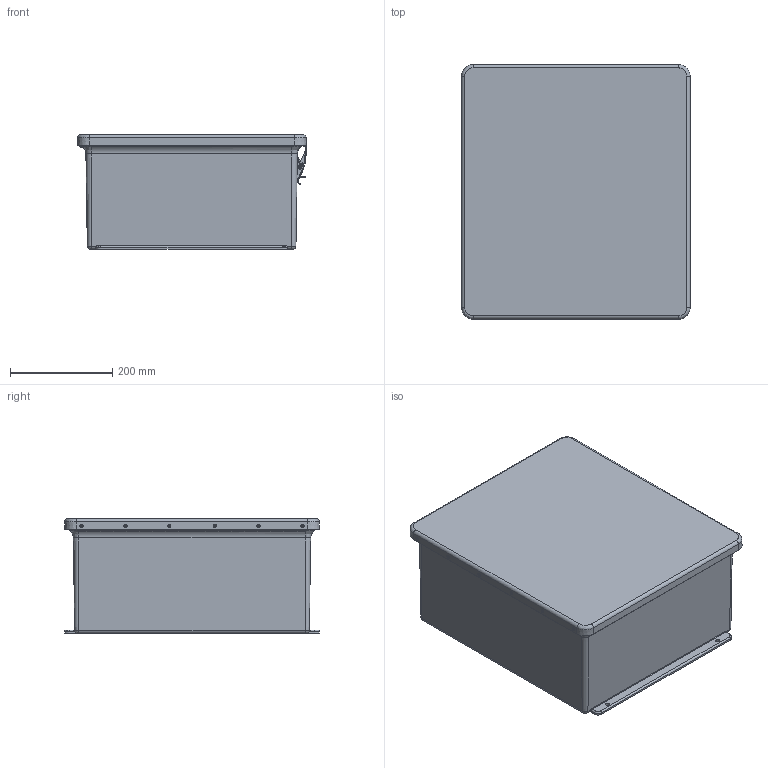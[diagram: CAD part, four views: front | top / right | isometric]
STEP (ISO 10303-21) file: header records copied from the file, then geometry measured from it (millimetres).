
FILE_DESCRIPTION (( 'STEP AP214' ), '1' );
FILE_NAME ('WH-M1816HPL.STEP', '2018-11-07T23:12:22', ( '' ), ( '' ), 'SwSTEP 2.0', 'SolidWorks 2018', '' );
FILE_SCHEMA (( 'AUTOMOTIVE_DESIGN' ));
Length unit declared in the file: inch
Products named in the file (1): WH-M1816HPL
Bounding box: 449.74 x 498.48 x 224.17 mm (x, y, z)
Volume: 4265550.1 mm3; surface area: 1761747.8 mm2
Topology: 42 solids, 42 shells, 1133 faces, 2883 edges, 1875 vertices
Faces by surface type: plane 509, cylinder 473, bspline 104, cone 43, torus 4
Full cylindrical faces by diameter (mm): 2.159 x71, 2.64 x8, 3.048 x2, 3.175 x20, 3.302 x4, 3.327 x12, 3.429 x18, 3.556 x24, 3.861 x5, 3.962 x7, 4.306 x4, 5.537 x4, 6.35 x12, 6.858 x4, 7.62 x4, 9.525 x2
Entity records: 53794 total; most frequent: CARTESIAN_POINT 11909, DIRECTION 5328, ORIENTED_EDGE 5220, EDGE_CURVE 2610, AXIS2_PLACEMENT_3D 1950, VERTEX_POINT 1838, EDGE_LOOP 1696, VECTOR 1428
